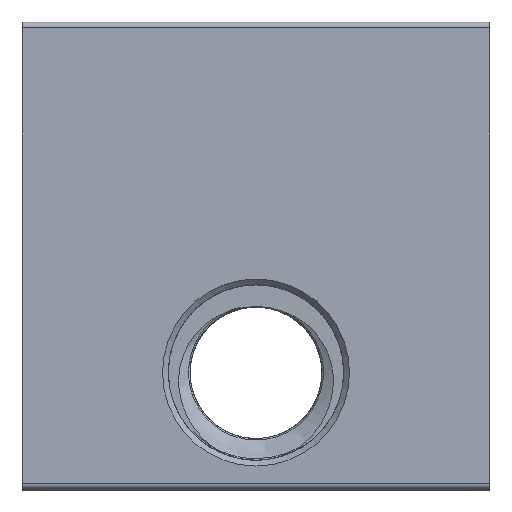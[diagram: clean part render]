
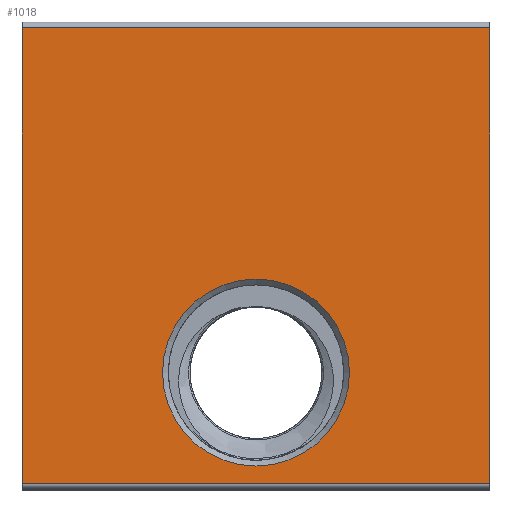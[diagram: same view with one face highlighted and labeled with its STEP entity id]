
A CAD part, top view. The second image highlights one B-rep face of the part: STEP entity #1018.
In plain terms, the highlighted planar face has unit normal (0, 0, 1).
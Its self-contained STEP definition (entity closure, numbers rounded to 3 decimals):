
#100=LINE('',#1405,#152);
#104=LINE('',#1427,#156);
#105=LINE('',#1429,#157);
#106=LINE('',#1430,#158);
#152=VECTOR('',#1185,10.);
#156=VECTOR('',#1207,10.);
#157=VECTOR('',#1208,10.);
#158=VECTOR('',#1209,10.);
#205=PLANE('',#1100);
#253=FACE_BOUND('',#354,.T.);
#281=FACE_OUTER_BOUND('',#353,.T.);
#353=EDGE_LOOP('',(#737,#738,#739,#740));
#354=EDGE_LOOP('',(#741));
#446=CIRCLE('',#1097,3.2);
#476=VERTEX_POINT('',#1401);
#478=VERTEX_POINT('',#1404);
#485=VERTEX_POINT('',#1420);
#487=VERTEX_POINT('',#1426);
#488=VERTEX_POINT('',#1428);
#580=EDGE_CURVE('',#478,#476,#100,.T.);
#588=EDGE_CURVE('',#485,#485,#446,.T.);
#590=EDGE_CURVE('',#487,#476,#104,.T.);
#591=EDGE_CURVE('',#487,#488,#105,.T.);
#592=EDGE_CURVE('',#478,#488,#106,.T.);
#737=ORIENTED_EDGE('',*,*,#590,.F.);
#738=ORIENTED_EDGE('',*,*,#591,.T.);
#739=ORIENTED_EDGE('',*,*,#592,.F.);
#740=ORIENTED_EDGE('',*,*,#580,.T.);
#741=ORIENTED_EDGE('',*,*,#588,.F.);
#1018=ADVANCED_FACE('',(#281,#253),#205,.T.);
#1097=AXIS2_PLACEMENT_3D('',#1421,#1199,#1200);
#1100=AXIS2_PLACEMENT_3D('',#1425,#1205,#1206);
#1185=DIRECTION('',(0.,-1.,0.));
#1199=DIRECTION('center_axis',(0.,0.,1.));
#1200=DIRECTION('ref_axis',(-1.,0.,0.));
#1205=DIRECTION('center_axis',(0.,0.,1.));
#1206=DIRECTION('ref_axis',(1.,0.,0.));
#1207=DIRECTION('',(-1.,0.,0.));
#1208=DIRECTION('',(0.,1.,0.));
#1209=DIRECTION('',(1.,0.,0.));
#1401=CARTESIAN_POINT('',(-8.,-7.8,12.));
#1404=CARTESIAN_POINT('',(-8.,7.8,12.));
#1405=CARTESIAN_POINT('',(-8.,8.,12.));
#1420=CARTESIAN_POINT('',(3.2,-4.,12.));
#1421=CARTESIAN_POINT('Origin',(0.,-4.,12.));
#1425=CARTESIAN_POINT('Origin',(0.,0.,12.));
#1426=CARTESIAN_POINT('',(8.,-7.8,12.));
#1427=CARTESIAN_POINT('',(-4.,-7.8,12.));
#1428=CARTESIAN_POINT('',(8.,7.8,12.));
#1429=CARTESIAN_POINT('',(8.,-8.,12.));
#1430=CARTESIAN_POINT('',(4.,7.8,12.));
